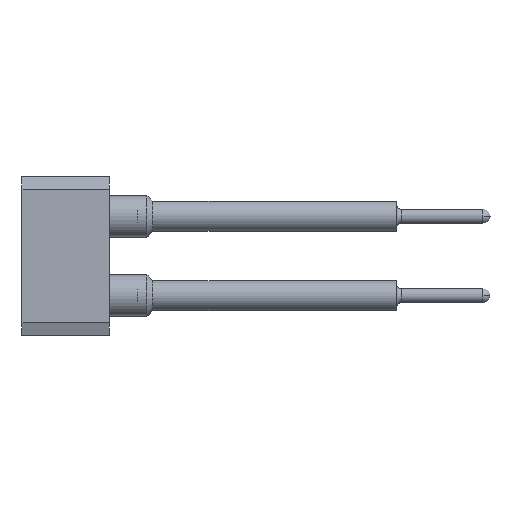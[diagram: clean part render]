
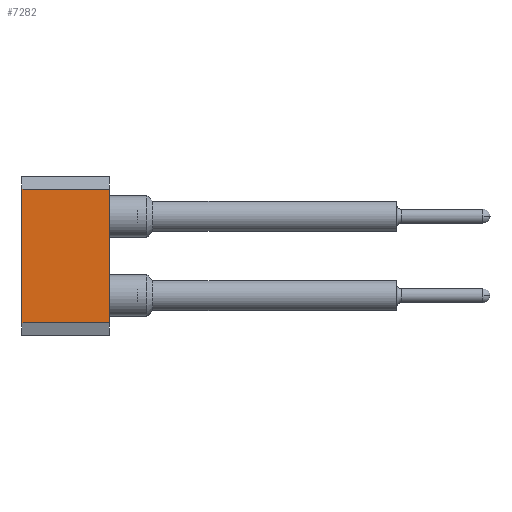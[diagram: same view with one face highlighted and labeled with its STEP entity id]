
A CAD part, left-side view. The second image highlights one B-rep face of the part: STEP entity #7282.
In plain terms, the highlighted planar face has unit normal (-1, 0, 0).
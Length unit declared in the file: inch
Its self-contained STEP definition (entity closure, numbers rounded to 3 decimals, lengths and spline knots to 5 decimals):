
#118 = ORIENTED_EDGE ( 'NONE', *, *, #197, .T. ) ;
#197 = EDGE_CURVE ( 'NONE', #3321, #8773, #1863, .T. ) ;
#233 = PLANE ( 'NONE',  #675 ) ;
#675 = AXIS2_PLACEMENT_3D ( 'NONE', #2962, #5662, #962 ) ;
#962 = DIRECTION ( 'NONE',  ( 0., 0., 1. ) ) ;
#1065 = VECTOR ( 'NONE', #8587, 39.37008 ) ;
#1218 = DIRECTION ( 'NONE',  ( 0., 1., 0. ) ) ;
#1238 = DIRECTION ( 'NONE',  ( 0., 0., 1. ) ) ;
#1863 = LINE ( 'NONE', #5985, #3327 ) ;
#2728 = LINE ( 'NONE', #5291, #3203 ) ;
#2779 = CARTESIAN_POINT ( 'NONE',  ( -0.01203, -0.11, -0.01575 ) ) ;
#2780 = CARTESIAN_POINT ( 'NONE',  ( -0.01203, 0., -0.18425 ) ) ;
#2914 = ORIENTED_EDGE ( 'NONE', *, *, #7062, .F. ) ;
#2962 = CARTESIAN_POINT ( 'NONE',  ( -0.01203, -0.11, -0.18425 ) ) ;
#3160 = LINE ( 'NONE', #5863, #1065 ) ;
#3203 = VECTOR ( 'NONE', #1218, 39.37008 ) ;
#3286 = EDGE_CURVE ( 'NONE', #8773, #6818, #2728, .T. ) ;
#3321 = VERTEX_POINT ( 'NONE', #4772 ) ;
#3327 = VECTOR ( 'NONE', #1238, 39.37008 ) ;
#3437 = CARTESIAN_POINT ( 'NONE',  ( -0.01203, 0., -0.01575 ) ) ;
#3561 = EDGE_CURVE ( 'NONE', #3321, #5285, #3160, .T. ) ;
#3695 = CARTESIAN_POINT ( 'NONE',  ( -0.01203, 0., -0.18425 ) ) ;
#3932 = VECTOR ( 'NONE', #5983, 39.37008 ) ;
#4254 = ORIENTED_EDGE ( 'NONE', *, *, #3286, .T. ) ;
#4772 = CARTESIAN_POINT ( 'NONE',  ( -0.01203, -0.11, -0.18425 ) ) ;
#5285 = VERTEX_POINT ( 'NONE', #3695 ) ;
#5291 = CARTESIAN_POINT ( 'NONE',  ( -0.01203, -0.11, -0.01575 ) ) ;
#5484 = LINE ( 'NONE', #2780, #3932 ) ;
#5662 = DIRECTION ( 'NONE',  ( -1., 0., 0. ) ) ;
#5863 = CARTESIAN_POINT ( 'NONE',  ( -0.01203, -0.11, -0.18425 ) ) ;
#5983 = DIRECTION ( 'NONE',  ( 0., 0., 1. ) ) ;
#5985 = CARTESIAN_POINT ( 'NONE',  ( -0.01203, -0.11, -0.18425 ) ) ;
#6038 = ORIENTED_EDGE ( 'NONE', *, *, #3561, .F. ) ;
#6341 = FACE_OUTER_BOUND ( 'NONE', #8735, .T. ) ;
#6818 = VERTEX_POINT ( 'NONE', #3437 ) ;
#7062 = EDGE_CURVE ( 'NONE', #5285, #6818, #5484, .T. ) ;
#7282 = ADVANCED_FACE ( 'NONE', ( #6341 ), #233, .T. ) ;
#8587 = DIRECTION ( 'NONE',  ( 0., 1., 0. ) ) ;
#8735 = EDGE_LOOP ( 'NONE', ( #2914, #6038, #118, #4254 ) ) ;
#8773 = VERTEX_POINT ( 'NONE', #2779 ) ;
